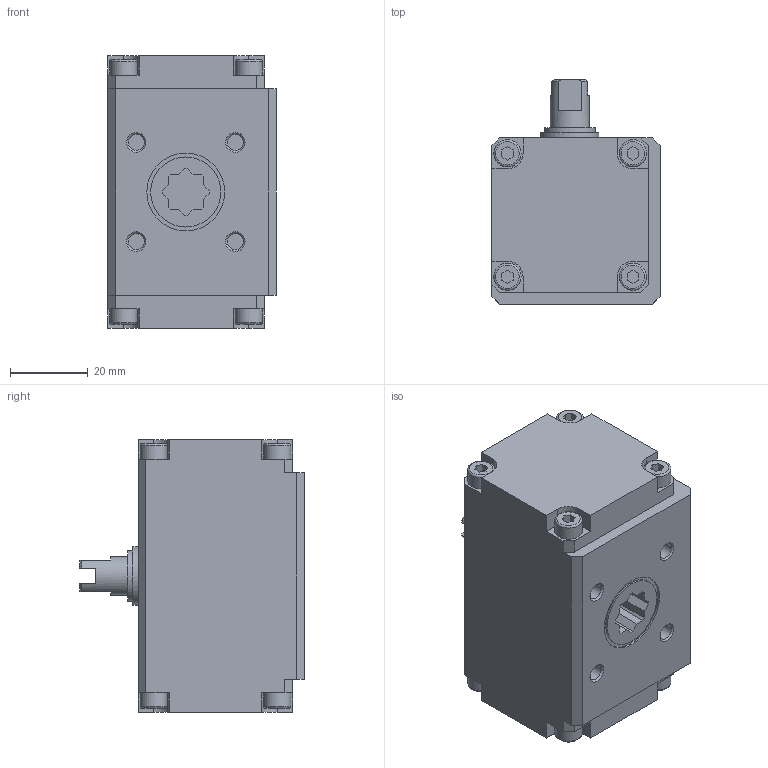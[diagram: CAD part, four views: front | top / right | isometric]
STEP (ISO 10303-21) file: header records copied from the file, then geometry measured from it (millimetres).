
FILE_DESCRIPTION(/* description */ ('STEP AP214'),/* implementation_level */ '2;1');
FILE_NAME(/* name */ '549666_DAPS-0008-090-R-F03',/* time_stamp */ '2024-08-13T15:15:35+02:00',/* author */ ('License CC BY-ND 4.0'),/* organization */ ('CADENAS'),/* preprocessor_version */ 'ST-DEVELOPER v19.3',/* originating_system */ 'PARTsolutions',/* authorisation */ ' ');
FILE_SCHEMA (('AUTOMOTIVE_DESIGN {1 0 10303 214 3 1 1}'));
Length unit declared in the file: millimetre
Products named in the file (3): 549666 DAPS-0008-090-R-F03---0; 549666 DAPS-0008-090-R-F03---(1); 549666 DAPS-0008-090-R-F03---(2)
Assembly tree (2 placements, depth 2):
  549666 DAPS-0008-090-R-F03---0
    549666 DAPS-0008-090-R-F03---(1)
    549666 DAPS-0008-090-R-F03---(2)
Bounding box: 43.2 x 57.7 x 70 mm (x, y, z)
Volume: 120190.3 mm3; surface area: 23466.7 mm2
Topology: 2 solids, 2 shells, 238 faces, 587 edges, 386 vertices
Faces by surface type: plane 173, cylinder 38, cone 19, torus 8
Full cylindrical faces by diameter (mm): 4.134 x10, 4.917 x1, 7 x8, 8.566 x2, 10 x1, 13 x1, 15 x2, 18 x2, 20 x1
Entity records: 6712 total; most frequent: CARTESIAN_POINT 1176, DIRECTION 1110, ORIENTED_EDGE 1048, EDGE_CURVE 524, LINE 396, VECTOR 396, VERTEX_POINT 375, AXIS2_PLACEMENT_3D 357
